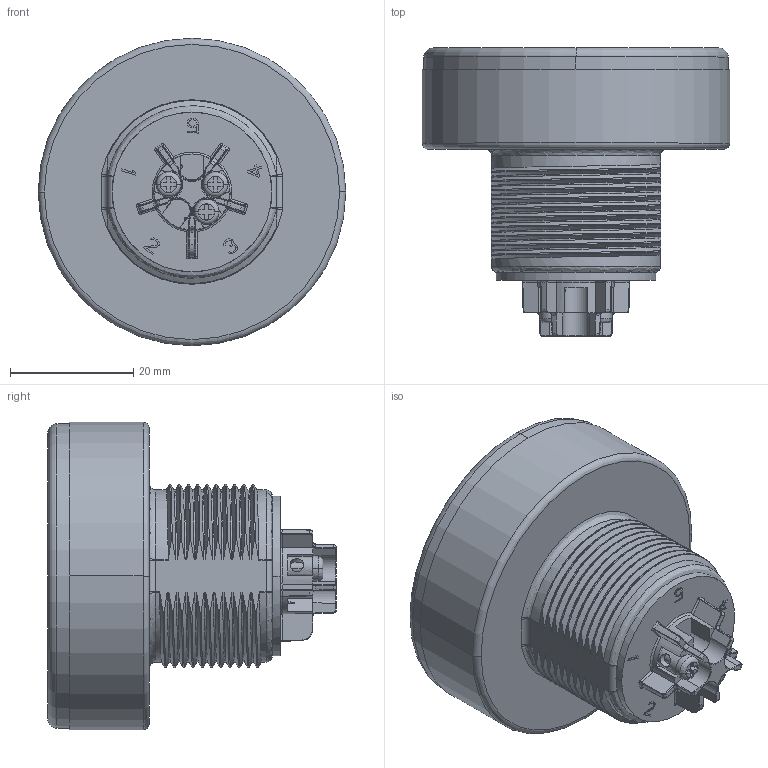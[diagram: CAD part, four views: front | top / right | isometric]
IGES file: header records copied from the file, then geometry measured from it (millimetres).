
Start section:  PTC IGES file: 219963_sw0001.igs
Global section: file name: 219963_sw0001.igs; native system: Creo Parametric by PTC Inc.; preprocessor: 2019292; author: jeshelman; organization: Unknown; date: 20201230.122935; units: millimetre
Bounding box: 50 x 46.9 x 50 mm (x, y, z)
Surface area: 9992.7 mm2 (no closed solid volume)
Topology: 0 solids, 0 shells, 613 faces, 3392 edges, 3388 vertices
Faces by surface type: bspline 412, revolution 181, extrusion 20
